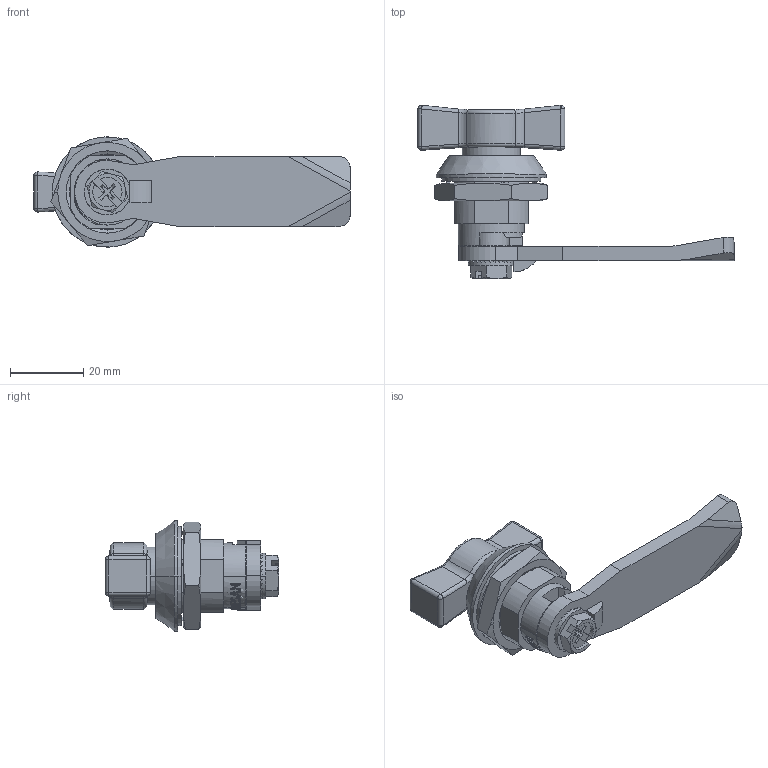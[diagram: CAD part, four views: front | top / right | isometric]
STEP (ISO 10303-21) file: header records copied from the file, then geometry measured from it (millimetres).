
FILE_DESCRIPTION (( 'STEP AP214' ), '1' );
FILE_NAME ('062.1.1.70.STEP', '2017-09-21T05:51:15', ( '' ), ( '' ), 'SwSTEP 2.0', 'SolidWorks 2017', '' );
FILE_SCHEMA (( 'AUTOMOTIVE_DESIGN' ));
Length unit declared in the file: millimetre
Products named in the file (7): 5; 3; 1; 062.1.1.70; 2; 4; 20403036
Assembly tree (6 placements, depth 2):
  062.1.1.70
    1
    2
    3
    4
    5
    20403036
Bounding box: 86.1 x 47.24 x 30 mm (x, y, z)
Volume: 16240.1 mm3; surface area: 13480.2 mm2
Topology: 5 solids, 6 shells, 405 faces, 1065 edges, 679 vertices
Faces by surface type: plane 245, cylinder 75, bspline 54, cone 31
Entity records: 19312 total; most frequent: CARTESIAN_POINT 9733, ORIENTED_EDGE 2100, DIRECTION 1712, EDGE_CURVE 1052, VERTEX_POINT 679, LINE 602, VECTOR 602, AXIS2_PLACEMENT_3D 555
